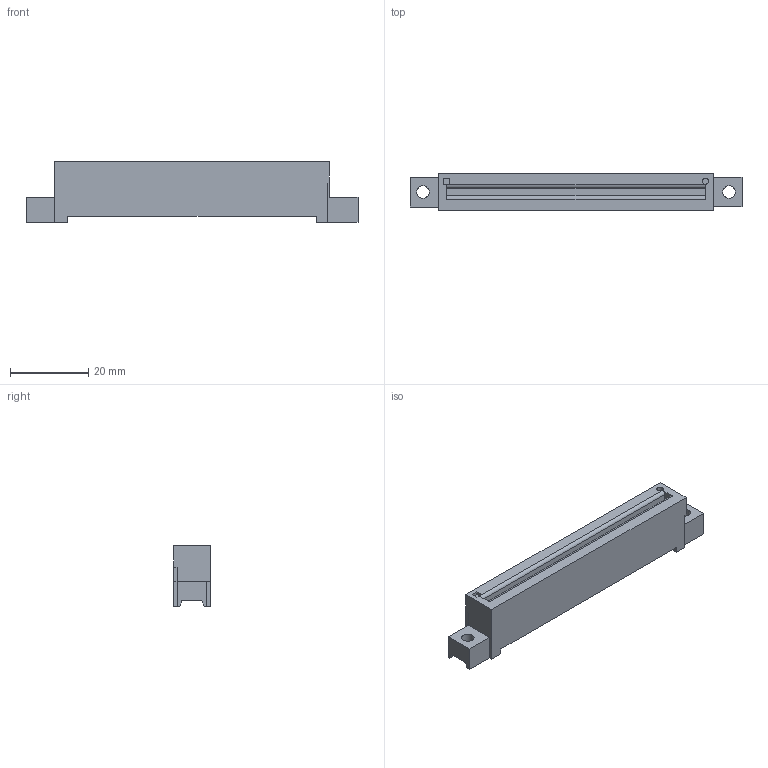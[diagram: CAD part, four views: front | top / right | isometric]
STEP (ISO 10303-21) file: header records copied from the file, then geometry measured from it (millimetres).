
FILE_DESCRIPTION(('FreeCAD Model'),'2;1');
FILE_NAME('Open CASCADE Shape Model','2021-12-19T20:44:33',('Doomn00b'), (''),'Open CASCADE STEP processor 7.5','FreeCAD','Unknown');
FILE_SCHEMA(('AUTOMOTIVE_DESIGN { 1 0 10303 214 1 1 1 1 }'));
Length unit declared in the file: millimetre
Products named in the file (1): Chamfer003
Bounding box: 84.71 x 9.35 x 15.49 mm (x, y, z)
Volume: 8720.8 mm3; surface area: 5121.5 mm2
Topology: 1 solids, 1 shells, 63 faces, 170 edges, 114 vertices
Faces by surface type: plane 58, cylinder 5
Full cylindrical faces by diameter (mm): 1.6 x1, 3.18 x2
Entity records: 1980 total; most frequent: CARTESIAN_POINT 348, ORIENTED_EDGE 340, DIRECTION 308, EDGE_CURVE 170, LINE 160, VECTOR 160, VERTEX_POINT 114, AXIS2_PLACEMENT_3D 74
